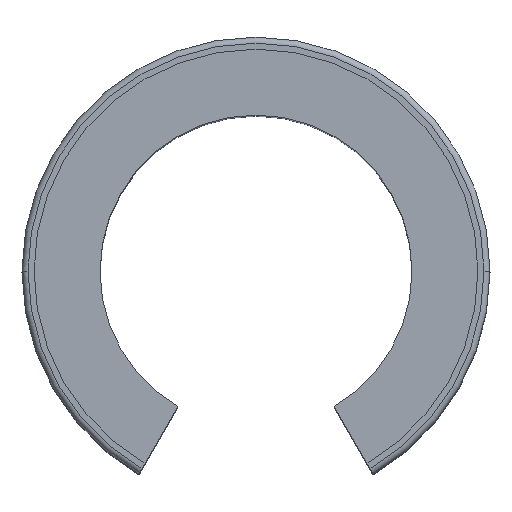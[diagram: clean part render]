
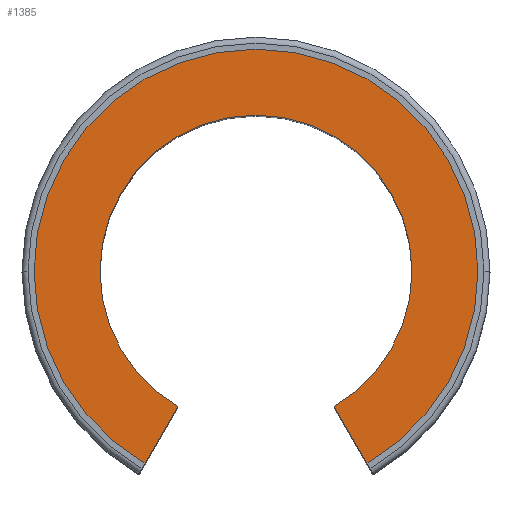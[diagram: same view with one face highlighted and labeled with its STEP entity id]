
A CAD part, top view. The second image highlights one B-rep face of the part: STEP entity #1385.
In plain terms, the highlighted planar face has unit normal (0, 0, 1).
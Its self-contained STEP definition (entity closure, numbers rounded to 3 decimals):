
#33 = EDGE_LOOP ( 'NONE', ( #67, #53, #54, #55, #51, #52, #57, #58 ) ) ;
#51 = ORIENTED_EDGE ( 'NONE', *, *, #1134, .T. ) ;
#52 = ORIENTED_EDGE ( 'NONE', *, *, #1194, .T. ) ;
#53 = ORIENTED_EDGE ( 'NONE', *, *, #1196, .T. ) ;
#54 = ORIENTED_EDGE ( 'NONE', *, *, #1191, .T. ) ;
#55 = ORIENTED_EDGE ( 'NONE', *, *, #1143, .T. ) ;
#57 = ORIENTED_EDGE ( 'NONE', *, *, #1145, .F. ) ;
#58 = ORIENTED_EDGE ( 'NONE', *, *, #1142, .F. ) ;
#67 = ORIENTED_EDGE ( 'NONE', *, *, #1197, .F. ) ;
#95 = CIRCLE ( 'NONE', #1249, 35.571 ) ;
#235 = LINE ( 'NONE', #773, #1473 ) ;
#252 = CIRCLE ( 'NONE', #1256, 25. ) ;
#261 = CIRCLE ( 'NONE', #1258, 25. ) ;
#264 = CIRCLE ( 'NONE', #1253, 35.571 ) ;
#395 = VERTEX_POINT ( 'NONE', #463 ) ;
#396 = VERTEX_POINT ( 'NONE', #464 ) ;
#399 = VERTEX_POINT ( 'NONE', #467 ) ;
#421 = VERTEX_POINT ( 'NONE', #489 ) ;
#422 = VERTEX_POINT ( 'NONE', #490 ) ;
#424 = VERTEX_POINT ( 'NONE', #492 ) ;
#443 = VERTEX_POINT ( 'NONE', #511 ) ;
#444 = VERTEX_POINT ( 'NONE', #512 ) ;
#463 = CARTESIAN_POINT ( 'NONE',  ( -35.571, 0., 49.075 ) ) ;
#464 = CARTESIAN_POINT ( 'NONE',  ( -17.785, -30.805, 49.075 ) ) ;
#467 = CARTESIAN_POINT ( 'NONE',  ( 35.571, 0., 49.075 ) ) ;
#489 = CARTESIAN_POINT ( 'NONE',  ( -25., 0., 49.075 ) ) ;
#490 = CARTESIAN_POINT ( 'NONE',  ( -12.5, -21.651, 49.075 ) ) ;
#492 = CARTESIAN_POINT ( 'NONE',  ( 25., 0., 49.075 ) ) ;
#511 = CARTESIAN_POINT ( 'NONE',  ( 12.5, -21.651, 49.075 ) ) ;
#512 = CARTESIAN_POINT ( 'NONE',  ( 17.785, -30.805, 49.075 ) ) ;
#608 = CARTESIAN_POINT ( 'NONE',  ( 0., 0., 49.075 ) ) ;
#609 = DIRECTION ( 'NONE',  ( 0., 0., 1. ) ) ;
#610 = DIRECTION ( 'NONE',  ( 1., 0., 0. ) ) ;
#630 = CARTESIAN_POINT ( 'NONE',  ( 0., 0., 49.075 ) ) ;
#631 = DIRECTION ( 'NONE',  ( 0., 0., 1. ) ) ;
#632 = DIRECTION ( 'NONE',  ( 1., 0., 0. ) ) ;
#633 = CARTESIAN_POINT ( 'NONE',  ( 0., 0., 49.075 ) ) ;
#634 = DIRECTION ( 'NONE',  ( 0., 0., 1. ) ) ;
#635 = DIRECTION ( 'NONE',  ( 1., 0., 0. ) ) ;
#639 = CARTESIAN_POINT ( 'NONE',  ( 0., 0., 49.075 ) ) ;
#640 = DIRECTION ( 'NONE',  ( 0., 0., 1. ) ) ;
#641 = DIRECTION ( 'NONE',  ( 1., 0., 0. ) ) ;
#746 = CARTESIAN_POINT ( 'NONE',  ( 0., 0., 49.075 ) ) ;
#761 = DIRECTION ( 'NONE',  ( 0., 0., 1. ) ) ;
#762 = DIRECTION ( 'NONE',  ( 1., 0., 0. ) ) ;
#763 = CARTESIAN_POINT ( 'NONE',  ( 0., 0., 49.075 ) ) ;
#768 = CARTESIAN_POINT ( 'NONE',  ( 10.825, 18.75, 49.075 ) ) ;
#769 = DIRECTION ( 'NONE',  ( 0.5, 0.866, 0. ) ) ;
#773 = CARTESIAN_POINT ( 'NONE',  ( -10.825, 18.75, 49.075 ) ) ;
#774 = DIRECTION ( 'NONE',  ( 0.5, -0.866, 0. ) ) ;
#776 = DIRECTION ( 'NONE',  ( 0., 0., 1. ) ) ;
#777 = DIRECTION ( 'NONE',  ( 1., 0., 0. ) ) ;
#923 = CARTESIAN_POINT ( 'NONE',  ( 0., 25., 49.075 ) ) ;
#924 = PLANE ( 'NONE',  #1336 ) ;
#933 = DIRECTION ( 'NONE',  ( 0., 0., -1. ) ) ;
#934 = DIRECTION ( 'NONE',  ( -1., 0., 0. ) ) ;
#1134 = EDGE_CURVE ( 'NONE', #395, #396, #95, .T. ) ;
#1142 = EDGE_CURVE ( 'NONE', #424, #421, #252, .T. ) ;
#1143 = EDGE_CURVE ( 'NONE', #399, #395, #264, .T. ) ;
#1145 = EDGE_CURVE ( 'NONE', #421, #422, #261, .T. ) ;
#1191 = EDGE_CURVE ( 'NONE', #444, #399, #1472, .T. ) ;
#1194 = EDGE_CURVE ( 'NONE', #396, #422, #1475, .T. ) ;
#1196 = EDGE_CURVE ( 'NONE', #443, #444, #235, .T. ) ;
#1197 = EDGE_CURVE ( 'NONE', #443, #424, #1480, .T. ) ;
#1249 = AXIS2_PLACEMENT_3D ( 'NONE', #608, #609, #610 ) ;
#1253 = AXIS2_PLACEMENT_3D ( 'NONE', #633, #634, #635 ) ;
#1256 = AXIS2_PLACEMENT_3D ( 'NONE', #630, #631, #632 ) ;
#1258 = AXIS2_PLACEMENT_3D ( 'NONE', #639, #640, #641 ) ;
#1288 = AXIS2_PLACEMENT_3D ( 'NONE', #746, #761, #762 ) ;
#1292 = AXIS2_PLACEMENT_3D ( 'NONE', #763, #776, #777 ) ;
#1336 = AXIS2_PLACEMENT_3D ( 'NONE', #923, #933, #934 ) ;
#1385 = ADVANCED_FACE ( 'NONE', ( #1570 ), #924, .F. ) ;
#1472 = CIRCLE ( 'NONE', #1288, 35.571 ) ;
#1473 = VECTOR ( 'NONE', #774, 1000. ) ;
#1475 = LINE ( 'NONE', #768, #1476 ) ;
#1476 = VECTOR ( 'NONE', #769, 1000. ) ;
#1480 = CIRCLE ( 'NONE', #1292, 25. ) ;
#1570 = FACE_OUTER_BOUND ( 'NONE', #33, .T. ) ;
